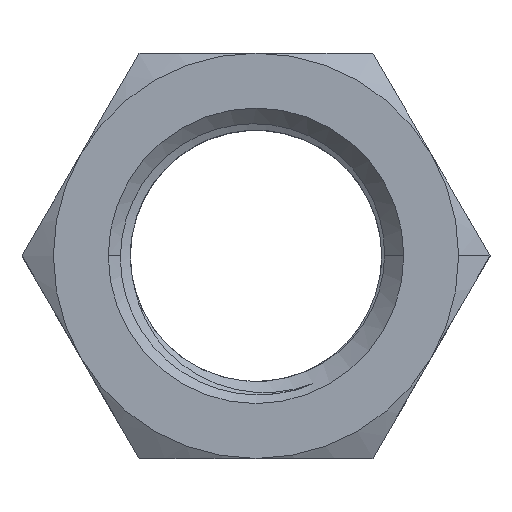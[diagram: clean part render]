
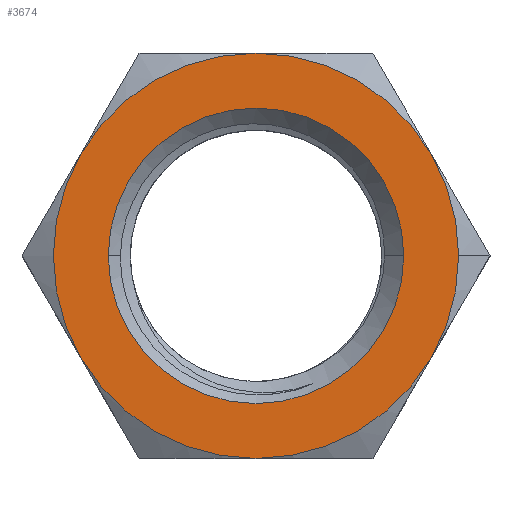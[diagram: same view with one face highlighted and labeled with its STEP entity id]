
A CAD part, top view. The second image highlights one B-rep face of the part: STEP entity #3674.
In plain terms, the highlighted planar face has unit normal (0, 0, 1).
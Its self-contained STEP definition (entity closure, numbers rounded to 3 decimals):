
#50 = DIRECTION ( 'NONE',  ( 1., 0., 0. ) ) ;
#169 = VERTEX_POINT ( 'NONE', #2076 ) ;
#227 = DIRECTION ( 'NONE',  ( 0., 0., -1. ) ) ;
#324 = DIRECTION ( 'NONE',  ( 1., 0., 0. ) ) ;
#332 = AXIS2_PLACEMENT_3D ( 'NONE', #2644, #1133, #3260 ) ;
#334 = DIRECTION ( 'NONE',  ( 0., 0., 1. ) ) ;
#352 = VERTEX_POINT ( 'NONE', #1139 ) ;
#384 = EDGE_CURVE ( 'NONE', #352, #169, #1462, .T. ) ;
#393 = ORIENTED_EDGE ( 'NONE', *, *, #3302, .T. ) ;
#464 = ORIENTED_EDGE ( 'NONE', *, *, #3615, .T. ) ;
#498 = CIRCLE ( 'NONE', #3939, 40.1 ) ;
#533 = VERTEX_POINT ( 'NONE', #3379 ) ;
#690 = CARTESIAN_POINT ( 'NONE',  ( 0., 0., 61. ) ) ;
#791 = DIRECTION ( 'NONE',  ( 1., 0., 0. ) ) ;
#881 = DIRECTION ( 'NONE',  ( 1., 0., 0. ) ) ;
#923 = CARTESIAN_POINT ( 'NONE',  ( -40.1, 0., 61. ) ) ;
#972 = AXIS2_PLACEMENT_3D ( 'NONE', #3404, #3348, #50 ) ;
#1060 = CARTESIAN_POINT ( 'NONE',  ( 55., 0., 61. ) ) ;
#1133 = DIRECTION ( 'NONE',  ( 0., 0., -1. ) ) ;
#1139 = CARTESIAN_POINT ( 'NONE',  ( 47.631, 27.5, 61. ) ) ;
#1176 = DIRECTION ( 'NONE',  ( 0., 0., 1. ) ) ;
#1179 = VERTEX_POINT ( 'NONE', #2995 ) ;
#1258 = AXIS2_PLACEMENT_3D ( 'NONE', #3936, #2444, #324 ) ;
#1280 = EDGE_CURVE ( 'NONE', #2603, #2916, #2330, .T. ) ;
#1371 = AXIS2_PLACEMENT_3D ( 'NONE', #2487, #1176, #791 ) ;
#1372 = CARTESIAN_POINT ( 'NONE',  ( 47.631, -27.5, 61. ) ) ;
#1455 = CIRCLE ( 'NONE', #3363, 55. ) ;
#1462 = CIRCLE ( 'NONE', #1258, 55. ) ;
#1483 = EDGE_CURVE ( 'NONE', #1179, #2561, #498, .T. ) ;
#1517 = AXIS2_PLACEMENT_3D ( 'NONE', #690, #3700, #1578 ) ;
#1574 = CARTESIAN_POINT ( 'NONE',  ( 0., 0., 61. ) ) ;
#1578 = DIRECTION ( 'NONE',  ( 1., 0., 0. ) ) ;
#1607 = ORIENTED_EDGE ( 'NONE', *, *, #384, .T. ) ;
#1659 = CIRCLE ( 'NONE', #3385, 55. ) ;
#1730 = DIRECTION ( 'NONE',  ( 0., 0., 1. ) ) ;
#1731 = CARTESIAN_POINT ( 'NONE',  ( -47.631, 27.5, 61. ) ) ;
#1741 = EDGE_LOOP ( 'NONE', ( #2726, #393 ) ) ;
#1789 = EDGE_LOOP ( 'NONE', ( #2649, #464, #1607, #2086, #3012, #1803, #3077 ) ) ;
#1803 = ORIENTED_EDGE ( 'NONE', *, *, #2886, .T. ) ;
#1948 = VERTEX_POINT ( 'NONE', #1060 ) ;
#1978 = CARTESIAN_POINT ( 'NONE',  ( 0., 0., 61. ) ) ;
#2076 = CARTESIAN_POINT ( 'NONE',  ( 0., 55., 61. ) ) ;
#2086 = ORIENTED_EDGE ( 'NONE', *, *, #2307, .T. ) ;
#2133 = CIRCLE ( 'NONE', #332, 40.1 ) ;
#2307 = EDGE_CURVE ( 'NONE', #169, #3818, #1659, .T. ) ;
#2330 = CIRCLE ( 'NONE', #1517, 55. ) ;
#2332 = AXIS2_PLACEMENT_3D ( 'NONE', #1574, #334, #2796 ) ;
#2336 = DIRECTION ( 'NONE',  ( 1., 0., 0. ) ) ;
#2444 = DIRECTION ( 'NONE',  ( 0., 0., 1. ) ) ;
#2487 = CARTESIAN_POINT ( 'NONE',  ( 0., 0., 61. ) ) ;
#2509 = CIRCLE ( 'NONE', #1371, 55. ) ;
#2561 = VERTEX_POINT ( 'NONE', #923 ) ;
#2600 = CIRCLE ( 'NONE', #972, 55. ) ;
#2603 = VERTEX_POINT ( 'NONE', #3611 ) ;
#2644 = CARTESIAN_POINT ( 'NONE',  ( 0., 0., 61. ) ) ;
#2649 = ORIENTED_EDGE ( 'NONE', *, *, #3185, .T. ) ;
#2650 = CARTESIAN_POINT ( 'NONE',  ( 0., 0., 61. ) ) ;
#2726 = ORIENTED_EDGE ( 'NONE', *, *, #1483, .T. ) ;
#2776 = FACE_OUTER_BOUND ( 'NONE', #1789, .T. ) ;
#2796 = DIRECTION ( 'NONE',  ( 1., 0., 0. ) ) ;
#2858 = DIRECTION ( 'NONE',  ( 1., 0., 0. ) ) ;
#2886 = EDGE_CURVE ( 'NONE', #533, #2603, #1455, .T. ) ;
#2916 = VERTEX_POINT ( 'NONE', #1372 ) ;
#2945 = AXIS2_PLACEMENT_3D ( 'NONE', #3284, #3930, #881 ) ;
#2967 = FACE_BOUND ( 'NONE', #1741, .T. ) ;
#2995 = CARTESIAN_POINT ( 'NONE',  ( 40.1, 0., 61. ) ) ;
#3012 = ORIENTED_EDGE ( 'NONE', *, *, #3457, .T. ) ;
#3067 = CIRCLE ( 'NONE', #2945, 55. ) ;
#3077 = ORIENTED_EDGE ( 'NONE', *, *, #1280, .T. ) ;
#3185 = EDGE_CURVE ( 'NONE', #2916, #1948, #2509, .T. ) ;
#3260 = DIRECTION ( 'NONE',  ( 1., 0., 0. ) ) ;
#3284 = CARTESIAN_POINT ( 'NONE',  ( 0., 0., 61. ) ) ;
#3302 = EDGE_CURVE ( 'NONE', #2561, #1179, #2133, .T. ) ;
#3348 = DIRECTION ( 'NONE',  ( 0., 0., 1. ) ) ;
#3363 = AXIS2_PLACEMENT_3D ( 'NONE', #1978, #3439, #2858 ) ;
#3379 = CARTESIAN_POINT ( 'NONE',  ( -47.631, -27.5, 61. ) ) ;
#3385 = AXIS2_PLACEMENT_3D ( 'NONE', #3531, #1730, #2336 ) ;
#3404 = CARTESIAN_POINT ( 'NONE',  ( 0., 0., 61. ) ) ;
#3439 = DIRECTION ( 'NONE',  ( 0., 0., 1. ) ) ;
#3457 = EDGE_CURVE ( 'NONE', #3818, #533, #3067, .T. ) ;
#3531 = CARTESIAN_POINT ( 'NONE',  ( 0., 0., 61. ) ) ;
#3555 = DIRECTION ( 'NONE',  ( 1., 0., 0. ) ) ;
#3611 = CARTESIAN_POINT ( 'NONE',  ( 0., -55., 61. ) ) ;
#3615 = EDGE_CURVE ( 'NONE', #1948, #352, #2600, .T. ) ;
#3674 = ADVANCED_FACE ( 'NONE', ( #2967, #2776 ), #3682, .T. ) ;
#3682 = PLANE ( 'NONE',  #2332 ) ;
#3700 = DIRECTION ( 'NONE',  ( 0., 0., 1. ) ) ;
#3818 = VERTEX_POINT ( 'NONE', #1731 ) ;
#3930 = DIRECTION ( 'NONE',  ( 0., 0., 1. ) ) ;
#3936 = CARTESIAN_POINT ( 'NONE',  ( 0., 0., 61. ) ) ;
#3939 = AXIS2_PLACEMENT_3D ( 'NONE', #2650, #227, #3555 ) ;
